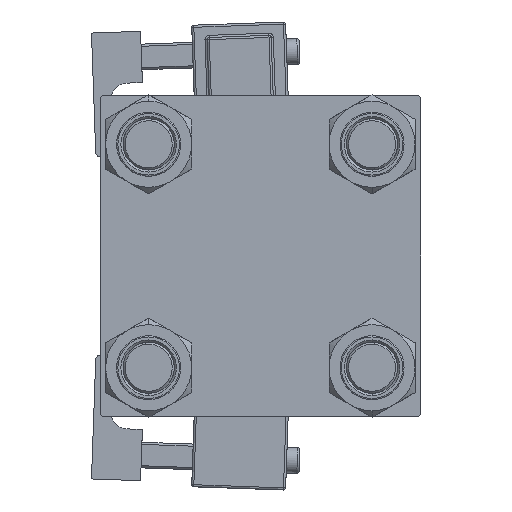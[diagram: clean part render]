
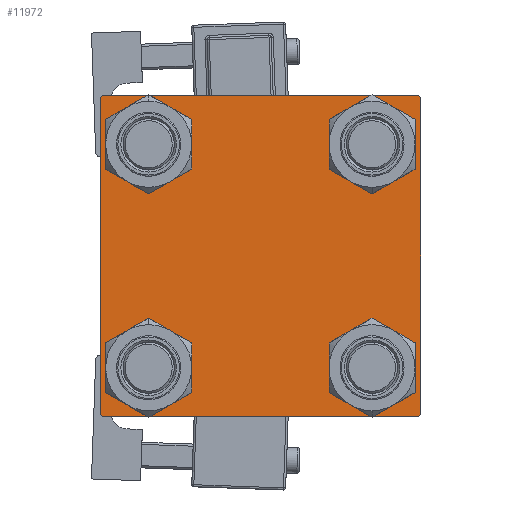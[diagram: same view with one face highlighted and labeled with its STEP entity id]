
A CAD part, left-side view. The second image highlights one B-rep face of the part: STEP entity #11972.
In plain terms, the highlighted planar face has unit normal (-1, 0, 0).
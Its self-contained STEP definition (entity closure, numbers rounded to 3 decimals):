
#577 = DIRECTION ( 'NONE',  ( 0., 0., 1. ) ) ;
#902 = CARTESIAN_POINT ( 'NONE',  ( 0., -37.25, 37.25 ) ) ;
#1160 = LINE ( 'NONE', #902, #42926 ) ;
#1254 = DIRECTION ( 'NONE',  ( 1., 0., 0. ) ) ;
#1278 = EDGE_CURVE ( 'NONE', #46441, #35566, #16085, .T. ) ;
#1384 = CARTESIAN_POINT ( 'NONE',  ( 0., -37., 37.5 ) ) ;
#2374 = DIRECTION ( 'NONE',  ( 1., 0., 0. ) ) ;
#3066 = CIRCLE ( 'NONE', #9821, 6.5 ) ;
#3502 = EDGE_CURVE ( 'NONE', #5470, #6346, #49898, .T. ) ;
#3859 = DIRECTION ( 'NONE',  ( 0., 0., -1. ) ) ;
#4077 = VERTEX_POINT ( 'NONE', #34961 ) ;
#4349 = PLANE ( 'NONE',  #9663 ) ;
#4655 = CIRCLE ( 'NONE', #10539, 6.5 ) ;
#5315 = DIRECTION ( 'NONE',  ( 1., 0., 0. ) ) ;
#5368 = ORIENTED_EDGE ( 'NONE', *, *, #39365, .T. ) ;
#5411 = VECTOR ( 'NONE', #48283, 1000. ) ;
#5470 = VERTEX_POINT ( 'NONE', #29094 ) ;
#5740 = AXIS2_PLACEMENT_3D ( 'NONE', #43143, #14186, #50316 ) ;
#6220 = CARTESIAN_POINT ( 'NONE',  ( 0., -37.5, -37. ) ) ;
#6346 = VERTEX_POINT ( 'NONE', #30668 ) ;
#6575 = ORIENTED_EDGE ( 'NONE', *, *, #13269, .T. ) ;
#6786 = AXIS2_PLACEMENT_3D ( 'NONE', #44948, #41224, #577 ) ;
#6909 = ORIENTED_EDGE ( 'NONE', *, *, #29145, .T. ) ;
#7225 = CARTESIAN_POINT ( 'NONE',  ( 0., 37.5, -37.5 ) ) ;
#7578 = CARTESIAN_POINT ( 'NONE',  ( 0., 26.15, -19.65 ) ) ;
#7702 = DIRECTION ( 'NONE',  ( 1., 0., 0. ) ) ;
#8471 = VERTEX_POINT ( 'NONE', #32283 ) ;
#8601 = CARTESIAN_POINT ( 'NONE',  ( 0., -26.15, -19.65 ) ) ;
#8658 = VERTEX_POINT ( 'NONE', #22927 ) ;
#8737 = DIRECTION ( 'NONE',  ( 0., -1., 0. ) ) ;
#9078 = ORIENTED_EDGE ( 'NONE', *, *, #47528, .T. ) ;
#9272 = AXIS2_PLACEMENT_3D ( 'NONE', #17036, #5315, #44662 ) ;
#9662 = EDGE_LOOP ( 'NONE', ( #47903, #28025 ) ) ;
#9663 = AXIS2_PLACEMENT_3D ( 'NONE', #28815, #29329, #21341 ) ;
#9752 = CARTESIAN_POINT ( 'NONE',  ( 0., 37.5, 37.5 ) ) ;
#9821 = AXIS2_PLACEMENT_3D ( 'NONE', #19424, #7702, #36153 ) ;
#9997 = VECTOR ( 'NONE', #29544, 1000. ) ;
#10033 = EDGE_CURVE ( 'NONE', #29828, #32683, #12491, .T. ) ;
#10524 = EDGE_LOOP ( 'NONE', ( #23959, #6575 ) ) ;
#10539 = AXIS2_PLACEMENT_3D ( 'NONE', #10602, #2374, #39055 ) ;
#10580 = CARTESIAN_POINT ( 'NONE',  ( 0., -26.15, 26.15 ) ) ;
#10602 = CARTESIAN_POINT ( 'NONE',  ( 0., 26.15, -26.15 ) ) ;
#11213 = LINE ( 'NONE', #7225, #9997 ) ;
#11972 = ADVANCED_FACE ( 'NONE', ( #49236, #20825, #21085, #33566, #25084 ), #4349, .T. ) ;
#12491 = LINE ( 'NONE', #45930, #35903 ) ;
#13154 = EDGE_LOOP ( 'NONE', ( #43941, #29388 ) ) ;
#13269 = EDGE_CURVE ( 'NONE', #29680, #27537, #4655, .T. ) ;
#13497 = CARTESIAN_POINT ( 'NONE',  ( 0., 37.25, -37.25 ) ) ;
#14143 = CIRCLE ( 'NONE', #37910, 6.5 ) ;
#14186 = DIRECTION ( 'NONE',  ( 1., 0., 0. ) ) ;
#14446 = DIRECTION ( 'NONE',  ( 0., 0., 1. ) ) ;
#14976 = CIRCLE ( 'NONE', #52291, 6.5 ) ;
#16017 = ORIENTED_EDGE ( 'NONE', *, *, #10033, .F. ) ;
#16085 = LINE ( 'NONE', #28067, #23892 ) ;
#16144 = CARTESIAN_POINT ( 'NONE',  ( 0., 26.15, -32.65 ) ) ;
#16296 = ORIENTED_EDGE ( 'NONE', *, *, #35304, .T. ) ;
#17036 = CARTESIAN_POINT ( 'NONE',  ( 0., -26.15, -26.15 ) ) ;
#17128 = DIRECTION ( 'NONE',  ( 0., 0.707, 0.707 ) ) ;
#17443 = CARTESIAN_POINT ( 'NONE',  ( 0., 37., 37.5 ) ) ;
#17472 = DIRECTION ( 'NONE',  ( 0., 0., 1. ) ) ;
#17913 = CARTESIAN_POINT ( 'NONE',  ( 0., 26.15, -26.15 ) ) ;
#18254 = EDGE_CURVE ( 'NONE', #52004, #22531, #14143, .T. ) ;
#19235 = VECTOR ( 'NONE', #50805, 1000. ) ;
#19424 = CARTESIAN_POINT ( 'NONE',  ( 0., -26.15, 26.15 ) ) ;
#19611 = CARTESIAN_POINT ( 'NONE',  ( 0., 37.25, 37.25 ) ) ;
#19835 = ORIENTED_EDGE ( 'NONE', *, *, #50076, .T. ) ;
#20699 = CARTESIAN_POINT ( 'NONE',  ( 0., -26.15, -26.15 ) ) ;
#20825 = FACE_BOUND ( 'NONE', #9662, .T. ) ;
#21085 = FACE_BOUND ( 'NONE', #10524, .T. ) ;
#21341 = DIRECTION ( 'NONE',  ( 0., 0., 1. ) ) ;
#21741 = DIRECTION ( 'NONE',  ( 0., -0.707, -0.707 ) ) ;
#22290 = DIRECTION ( 'NONE',  ( 0., 0., 1. ) ) ;
#22531 = VERTEX_POINT ( 'NONE', #8601 ) ;
#22668 = EDGE_LOOP ( 'NONE', ( #9078, #6909 ) ) ;
#22927 = CARTESIAN_POINT ( 'NONE',  ( 0., 26.15, 32.65 ) ) ;
#23892 = VECTOR ( 'NONE', #3859, 1000. ) ;
#23959 = ORIENTED_EDGE ( 'NONE', *, *, #40344, .T. ) ;
#24582 = EDGE_CURVE ( 'NONE', #6346, #52285, #11213, .T. ) ;
#24679 = CARTESIAN_POINT ( 'NONE',  ( 0., -37.5, 37. ) ) ;
#25084 = FACE_OUTER_BOUND ( 'NONE', #47647, .T. ) ;
#26475 = ORIENTED_EDGE ( 'NONE', *, *, #3502, .T. ) ;
#27049 = EDGE_CURVE ( 'NONE', #52026, #8471, #39809, .T. ) ;
#27537 = VERTEX_POINT ( 'NONE', #7578 ) ;
#27736 = ORIENTED_EDGE ( 'NONE', *, *, #24582, .T. ) ;
#27941 = EDGE_CURVE ( 'NONE', #22531, #52004, #27981, .T. ) ;
#27981 = CIRCLE ( 'NONE', #9272, 6.5 ) ;
#28025 = ORIENTED_EDGE ( 'NONE', *, *, #18254, .T. ) ;
#28067 = CARTESIAN_POINT ( 'NONE',  ( 0., -37.5, 37.5 ) ) ;
#28333 = LINE ( 'NONE', #42838, #19235 ) ;
#28815 = CARTESIAN_POINT ( 'NONE',  ( 0., 0., 0. ) ) ;
#28867 = CIRCLE ( 'NONE', #6786, 6.5 ) ;
#29005 = VERTEX_POINT ( 'NONE', #43634 ) ;
#29094 = CARTESIAN_POINT ( 'NONE',  ( 0., 37.5, -37. ) ) ;
#29145 = EDGE_CURVE ( 'NONE', #4077, #8658, #28867, .T. ) ;
#29329 = DIRECTION ( 'NONE',  ( -1., 0., 0. ) ) ;
#29388 = ORIENTED_EDGE ( 'NONE', *, *, #27049, .T. ) ;
#29544 = DIRECTION ( 'NONE',  ( 0., -1., 0. ) ) ;
#29680 = VERTEX_POINT ( 'NONE', #16144 ) ;
#29828 = VERTEX_POINT ( 'NONE', #17443 ) ;
#29996 = CARTESIAN_POINT ( 'NONE',  ( 0., -37., -37.5 ) ) ;
#30668 = CARTESIAN_POINT ( 'NONE',  ( 0., 37., -37.5 ) ) ;
#31293 = VECTOR ( 'NONE', #41679, 1000. ) ;
#32283 = CARTESIAN_POINT ( 'NONE',  ( 0., -26.15, 32.65 ) ) ;
#32683 = VERTEX_POINT ( 'NONE', #1384 ) ;
#33566 = FACE_BOUND ( 'NONE', #22668, .T. ) ;
#34001 = DIRECTION ( 'NONE',  ( 1., 0., 0. ) ) ;
#34961 = CARTESIAN_POINT ( 'NONE',  ( 0., 26.15, 19.65 ) ) ;
#35304 = EDGE_CURVE ( 'NONE', #29828, #29005, #44290, .T. ) ;
#35566 = VERTEX_POINT ( 'NONE', #6220 ) ;
#35903 = VECTOR ( 'NONE', #8737, 1000. ) ;
#36153 = DIRECTION ( 'NONE',  ( 0., 0., 1. ) ) ;
#37273 = AXIS2_PLACEMENT_3D ( 'NONE', #10580, #34001, #22290 ) ;
#37910 = AXIS2_PLACEMENT_3D ( 'NONE', #20699, #1254, #17472 ) ;
#39055 = DIRECTION ( 'NONE',  ( 0., 0., 1. ) ) ;
#39365 = EDGE_CURVE ( 'NONE', #46441, #32683, #1160, .T. ) ;
#39809 = CIRCLE ( 'NONE', #37273, 6.5 ) ;
#40344 = EDGE_CURVE ( 'NONE', #27537, #29680, #14976, .T. ) ;
#40821 = EDGE_CURVE ( 'NONE', #8471, #52026, #3066, .T. ) ;
#41224 = DIRECTION ( 'NONE',  ( 1., 0., 0. ) ) ;
#41249 = EDGE_CURVE ( 'NONE', #52285, #35566, #28333, .T. ) ;
#41679 = DIRECTION ( 'NONE',  ( 0., 0., -1. ) ) ;
#41927 = LINE ( 'NONE', #9752, #31293 ) ;
#42605 = DIRECTION ( 'NONE',  ( 1., 0., 0. ) ) ;
#42838 = CARTESIAN_POINT ( 'NONE',  ( 0., -37.25, -37.25 ) ) ;
#42926 = VECTOR ( 'NONE', #17128, 1000. ) ;
#43143 = CARTESIAN_POINT ( 'NONE',  ( 0., 26.15, 26.15 ) ) ;
#43634 = CARTESIAN_POINT ( 'NONE',  ( 0., 37.5, 37. ) ) ;
#43783 = CARTESIAN_POINT ( 'NONE',  ( 0., -26.15, -32.65 ) ) ;
#43941 = ORIENTED_EDGE ( 'NONE', *, *, #40821, .T. ) ;
#44290 = LINE ( 'NONE', #19611, #5411 ) ;
#44662 = DIRECTION ( 'NONE',  ( 0., 0., 1. ) ) ;
#44948 = CARTESIAN_POINT ( 'NONE',  ( 0., 26.15, 26.15 ) ) ;
#45930 = CARTESIAN_POINT ( 'NONE',  ( 0., 37.5, 37.5 ) ) ;
#46441 = VERTEX_POINT ( 'NONE', #24679 ) ;
#47528 = EDGE_CURVE ( 'NONE', #8658, #4077, #51561, .T. ) ;
#47647 = EDGE_LOOP ( 'NONE', ( #19835, #26475, #27736, #48205, #49590, #5368, #16017, #16296 ) ) ;
#47903 = ORIENTED_EDGE ( 'NONE', *, *, #27941, .T. ) ;
#48205 = ORIENTED_EDGE ( 'NONE', *, *, #41249, .T. ) ;
#48283 = DIRECTION ( 'NONE',  ( 0., 0.707, -0.707 ) ) ;
#48336 = CARTESIAN_POINT ( 'NONE',  ( 0., -26.15, 19.65 ) ) ;
#49236 = FACE_BOUND ( 'NONE', #13154, .T. ) ;
#49590 = ORIENTED_EDGE ( 'NONE', *, *, #1278, .F. ) ;
#49898 = LINE ( 'NONE', #13497, #50971 ) ;
#50076 = EDGE_CURVE ( 'NONE', #29005, #5470, #41927, .T. ) ;
#50316 = DIRECTION ( 'NONE',  ( 0., 0., 1. ) ) ;
#50805 = DIRECTION ( 'NONE',  ( 0., -0.707, 0.707 ) ) ;
#50971 = VECTOR ( 'NONE', #21741, 1000. ) ;
#51561 = CIRCLE ( 'NONE', #5740, 6.5 ) ;
#52004 = VERTEX_POINT ( 'NONE', #43783 ) ;
#52026 = VERTEX_POINT ( 'NONE', #48336 ) ;
#52285 = VERTEX_POINT ( 'NONE', #29996 ) ;
#52291 = AXIS2_PLACEMENT_3D ( 'NONE', #17913, #42605, #14446 ) ;
